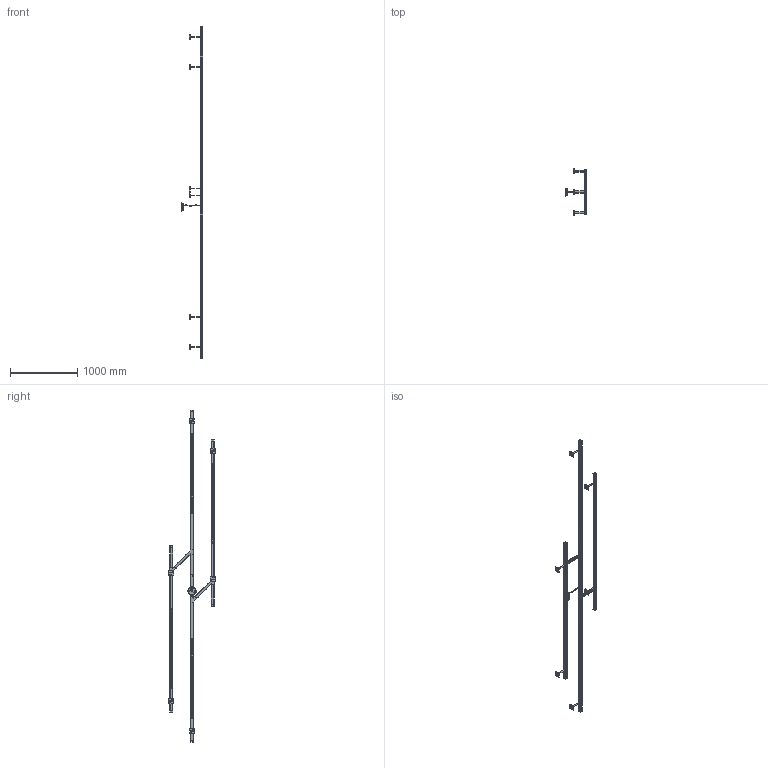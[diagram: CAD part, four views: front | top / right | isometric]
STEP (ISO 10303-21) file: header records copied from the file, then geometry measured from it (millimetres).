
FILE_DESCRIPTION (( 'STEP AP203' ), '1' );
FILE_NAME ('KAO-E1.STEP', '2016-12-23T15:11:30', ( '' ), ( '' ), 'SwSTEP 2.0', 'SolidWorks 2012', '' );
FILE_SCHEMA (( 'CONFIG_CONTROL_DESIGN' ));
Products named in the file (1): KAO-E1
Bounding box: 319.69 x 690.94 x 4926.32 mm (x, y, z)
Volume: 4568612.3 mm3; surface area: 5076690.9 mm2
Topology: 98 solids, 98 shells, 6751 faces, 18937 edges, 12444 vertices
Faces by surface type: plane 4591, cylinder 1783, bspline 217, cone 127, torus 31, sphere 2
Full cylindrical faces by diameter (mm): 1.587 x2, 1.588 x2, 2 x1, 2.578 x2, 2.794 x18, 3.048 x18, 3.175 x1, 3.8 x8, 3.81 x6, 3.9 x2, 4.166 x36, 4.216 x18, 5.117 x18, 6.096 x2, 8.712 x1, 9.068 x1, 11.112 x1, 11.887 x1, 11.9 x1, 13.462 x1, 15.875 x2, 84 x1, 86 x1, 98 x1, 100 x1
Entity records: 220761 total; most frequent: CARTESIAN_POINT 46154, ORIENTED_EDGE 37232, DIRECTION 34838, EDGE_CURVE 18616, LINE 14200, VECTOR 14200, VERTEX_POINT 12404, AXIS2_PLACEMENT_3D 10319
